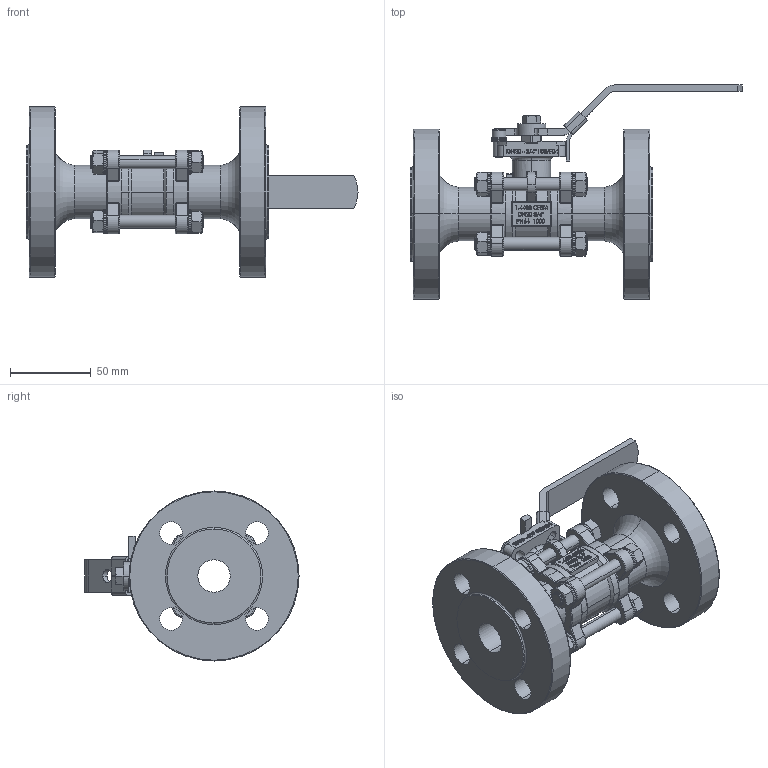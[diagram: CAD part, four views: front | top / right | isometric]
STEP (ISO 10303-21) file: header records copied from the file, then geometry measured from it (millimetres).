
FILE_DESCRIPTION (( 'STEP AP203' ), '1' );
FILE_NAME ('組合件D(法蘭蓋).STEP', '2018-02-22T10:03:12', ( '' ), ( '' ), 'SwSTEP 2.0', 'SolidWorks 2014', '' );
FILE_SCHEMA (( 'CONFIG_CONTROL_DESIGN' ));
Length unit declared in the file: millimetre
Products named in the file (23): D-34D45X0(PN40法蘭蓋); G-34A2740; G-10C2640; G-16D1843(雙頭牙); G-34A1150; T-35D05C1; 組合件D(法蘭蓋); G-25A3060; T-35D06C1; G-B1DA340; T-34D07C0; G-B3CA440; T-52C08G0; C-34D016-S00; G-10A2640; T-34A08T0; E-34D0461; M-25A2140(掛鎖); G-34A2540; F-25D0361; M-25A2140; T-34A07C0; G-10C1940
Assembly tree (52 placements, depth 2):
  組合件D(法蘭蓋)
    C-34D016-S00
    E-34D0461
    F-25D0361
    G-10C1940  x8
    G-10C2640  x8
    T-35D05C1  x2
    T-35D06C1  x2
    T-34D07C0
    T-52C08G0
    T-34A08T0  x4
    G-34A2540  x6
    T-34A07C0
    G-34A2740
    G-34A1150  x2
    G-25A3060
    G-B1DA340
    G-B3CA440
    G-10A2640  x2
    M-25A2140(掛鎖)
    M-25A2140
    D-34D45X0(PN40法蘭蓋)  x2
    G-16D1843(雙頭牙)  x4
Bounding box: 205 x 132.2 x 105 mm (x, y, z)
Volume: 411295.8 mm3; surface area: 136698.3 mm2
Topology: 52 solids, 52 shells, 2176 faces, 5476 edges, 3394 vertices
Faces by surface type: cylinder 841, plane 640, bspline 270, torus 161, cone 139, sphere 125
Entity records: 67002 total; most frequent: CARTESIAN_POINT 33942, ORIENTED_EDGE 6726, DIRECTION 5400, EDGE_CURVE 3363, VERTEX_POINT 2170, AXIS2_PLACEMENT_3D 1864, LINE 1672, VECTOR 1672
